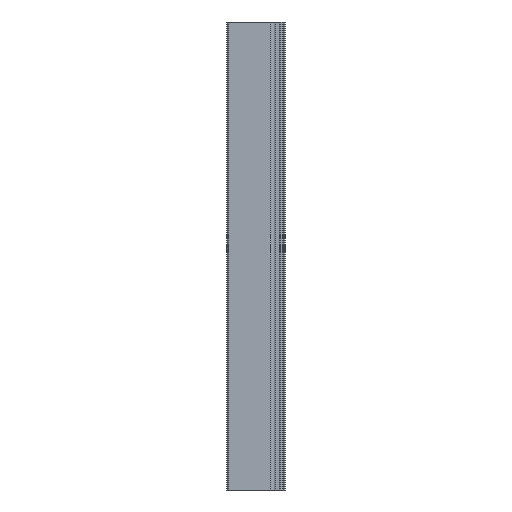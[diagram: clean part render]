
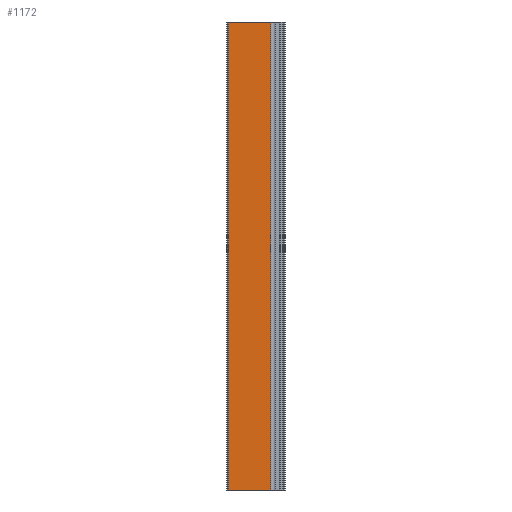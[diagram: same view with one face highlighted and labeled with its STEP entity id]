
A CAD part, left-side view. The second image highlights one B-rep face of the part: STEP entity #1172.
In plain terms, the highlighted planar face has unit normal (-1, 0, 0).
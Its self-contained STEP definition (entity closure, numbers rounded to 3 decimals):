
#1143 = EDGE_CURVE('',#1144,#1146,#1148,.T.);
#1144 = VERTEX_POINT('',#1145);
#1145 = CARTESIAN_POINT('',(-37.65,3.3,0.));
#1146 = VERTEX_POINT('',#1147);
#1147 = CARTESIAN_POINT('',(-37.65,3.3,235.));
#1148 = LINE('',#1149,#1150);
#1149 = CARTESIAN_POINT('',(-37.65,3.3,0.));
#1150 = VECTOR('',#1151,1.);
#1151 = DIRECTION('',(0.,0.,1.));
#1172 = ADVANCED_FACE('',(#1173),#1198,.T.);
#1173 = FACE_BOUND('',#1174,.T.);
#1174 = EDGE_LOOP('',(#1175,#1176,#1184,#1192));
#1175 = ORIENTED_EDGE('',*,*,#1143,.T.);
#1176 = ORIENTED_EDGE('',*,*,#1177,.T.);
#1177 = EDGE_CURVE('',#1146,#1178,#1180,.T.);
#1178 = VERTEX_POINT('',#1179);
#1179 = CARTESIAN_POINT('',(-37.65,24.5,235.));
#1180 = LINE('',#1181,#1182);
#1181 = CARTESIAN_POINT('',(-37.65,3.3,235.));
#1182 = VECTOR('',#1183,1.);
#1183 = DIRECTION('',(0.,1.,0.));
#1184 = ORIENTED_EDGE('',*,*,#1185,.F.);
#1185 = EDGE_CURVE('',#1186,#1178,#1188,.T.);
#1186 = VERTEX_POINT('',#1187);
#1187 = CARTESIAN_POINT('',(-37.65,24.5,0.));
#1188 = LINE('',#1189,#1190);
#1189 = CARTESIAN_POINT('',(-37.65,24.5,0.));
#1190 = VECTOR('',#1191,1.);
#1191 = DIRECTION('',(0.,0.,1.));
#1192 = ORIENTED_EDGE('',*,*,#1193,.F.);
#1193 = EDGE_CURVE('',#1144,#1186,#1194,.T.);
#1194 = LINE('',#1195,#1196);
#1195 = CARTESIAN_POINT('',(-37.65,3.3,0.));
#1196 = VECTOR('',#1197,1.);
#1197 = DIRECTION('',(0.,1.,0.));
#1198 = PLANE('',#1199);
#1199 = AXIS2_PLACEMENT_3D('',#1200,#1201,#1202);
#1200 = CARTESIAN_POINT('',(-37.65,3.3,0.));
#1201 = DIRECTION('',(-1.,0.,0.));
#1202 = DIRECTION('',(0.,1.,0.));
